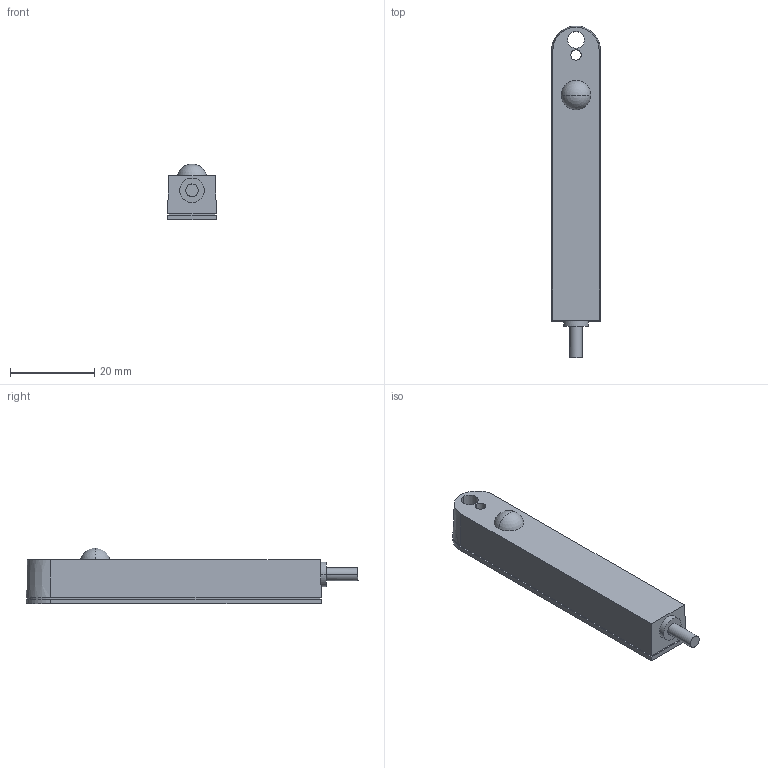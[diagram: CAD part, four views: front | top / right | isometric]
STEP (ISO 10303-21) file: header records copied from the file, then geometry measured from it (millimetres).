
FILE_DESCRIPTION(('Creo Elements/Direct Modeling STEP Export'),'2;1');
FILE_NAME('PD70-cabel-simpel.stp','2017-02-06T 9:40:14',('Palle Edslev '),('EDSLEV A/S'),'Creo Elements/Direct Modeling STEP processor for AP214 (Solid Model)','Creo Elements/Direct Modeling 18.1H 24-Oct-2015 (C) Parametric Technology GmbH','');
FILE_SCHEMA(('AUTOMOTIVE_DESIGN { 1 0 10303 214 1 1 1 1 }'));
Length unit declared in the file: millimetre
Products named in the file (1): PD70-cabel-simpel
Bounding box: 11.6 x 78.66 x 13.2 mm (x, y, z)
Volume: 8092.8 mm3; surface area: 3602.3 mm2
Topology: 1 solids, 1 shells, 39 faces, 95 edges, 64 vertices
Faces by surface type: plane 22, cylinder 9, cone 6, sphere 2
Entity records: 1079 total; most frequent: ORIENTED_EDGE 186, CARTESIAN_POINT 176, DIRECTION 170, EDGE_CURVE 93, VERTEX_POINT 64, AXIS2_PLACEMENT_3D 58, VECTOR 54, LINE 54
